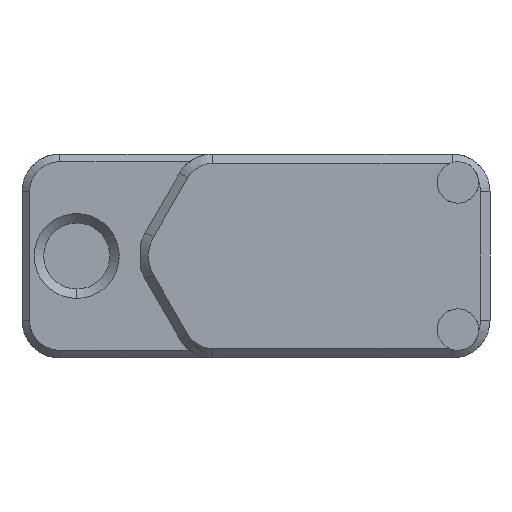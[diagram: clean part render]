
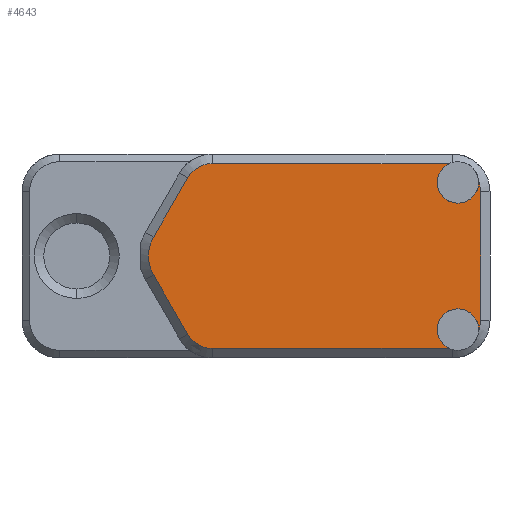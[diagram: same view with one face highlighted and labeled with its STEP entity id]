
A CAD part, front view. The second image highlights one B-rep face of the part: STEP entity #4643.
In plain terms, the highlighted planar face has unit normal (0, -1, 0).
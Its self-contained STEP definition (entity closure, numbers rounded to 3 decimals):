
#5 = DIRECTION ( 'NONE',  ( 1., 0., 0. ) ) ;
#13 = ORIENTED_EDGE ( 'NONE', *, *, #4714, .T. ) ;
#33 = CARTESIAN_POINT ( 'NONE',  ( 10.7, 6.7, -3.9 ) ) ;
#34 = EDGE_CURVE ( 'NONE', #3213, #2508, #1213, .T. ) ;
#36 = DIRECTION ( 'NONE',  ( -0.5, 0., -0.866 ) ) ;
#64 = VERTEX_POINT ( 'NONE', #2244 ) ;
#89 = VECTOR ( 'NONE', #4320, 1000. ) ;
#125 = DIRECTION ( 'NONE',  ( 0., -1., 0. ) ) ;
#173 = CARTESIAN_POINT ( 'NONE',  ( -3.613, 6.7, -4.15 ) ) ;
#237 = VERTEX_POINT ( 'NONE', #3954 ) ;
#323 = DIRECTION ( 'NONE',  ( 0., -1., 0. ) ) ;
#334 = EDGE_CURVE ( 'NONE', #2016, #64, #4491, .T. ) ;
#539 = CARTESIAN_POINT ( 'NONE',  ( -3.613, 6.7, 4.15 ) ) ;
#570 = VERTEX_POINT ( 'NONE', #539 ) ;
#593 = CARTESIAN_POINT ( 'NONE',  ( 0., 6.7, 4.9 ) ) ;
#694 = VERTEX_POINT ( 'NONE', #3426 ) ;
#750 = ORIENTED_EDGE ( 'NONE', *, *, #5380, .T. ) ;
#807 = CARTESIAN_POINT ( 'NONE',  ( 10.4, 6.7, -3.4 ) ) ;
#827 = CARTESIAN_POINT ( 'NONE',  ( 11.9, 6.7, 0. ) ) ;
#866 = DIRECTION ( 'NONE',  ( 0., -1., 0. ) ) ;
#888 = EDGE_CURVE ( 'NONE', #570, #4635, #1886, .T. ) ;
#910 = LINE ( 'NONE', #827, #1519 ) ;
#916 = LINE ( 'NONE', #4603, #5642 ) ;
#977 = DIRECTION ( 'NONE',  ( 0., 0., -1. ) ) ;
#993 = VECTOR ( 'NONE', #36, 1000. ) ;
#1057 = ORIENTED_EDGE ( 'NONE', *, *, #5919, .T. ) ;
#1097 = AXIS2_PLACEMENT_3D ( 'NONE', #33, #125, #977 ) ;
#1144 = CARTESIAN_POINT ( 'NONE',  ( 10.7, 6.7, 3.9 ) ) ;
#1197 = EDGE_CURVE ( 'NONE', #237, #1867, #4728, .T. ) ;
#1213 = CIRCLE ( 'NONE', #4740, 1.1 ) ;
#1249 = CIRCLE ( 'NONE', #3427, 1.1 ) ;
#1280 = CARTESIAN_POINT ( 'NONE',  ( 11.799, 6.7, 3.94 ) ) ;
#1315 = VECTOR ( 'NONE', #2520, 1000. ) ;
#1348 = AXIS2_PLACEMENT_3D ( 'NONE', #3711, #4560, #2274 ) ;
#1408 = DIRECTION ( 'NONE',  ( 0., -1., 0. ) ) ;
#1519 = VECTOR ( 'NONE', #3291, 1000. ) ;
#1546 = CARTESIAN_POINT ( 'NONE',  ( 10.7, 6.7, 2.8 ) ) ;
#1564 = CARTESIAN_POINT ( 'NONE',  ( 10.242, 6.7, 4.9 ) ) ;
#1616 = DIRECTION ( 'NONE',  ( 0., -1., 0. ) ) ;
#1636 = LINE ( 'NONE', #593, #89 ) ;
#1746 = CARTESIAN_POINT ( 'NONE',  ( -2.314, 6.7, 4.9 ) ) ;
#1767 = EDGE_CURVE ( 'NONE', #4658, #570, #2985, .T. ) ;
#1776 = CARTESIAN_POINT ( 'NONE',  ( 10.4, 6.7, 3.4 ) ) ;
#1809 = DIRECTION ( 'NONE',  ( 0., 0., -1. ) ) ;
#1847 = CARTESIAN_POINT ( 'NONE',  ( 10.7, 6.7, -3.9 ) ) ;
#1867 = VERTEX_POINT ( 'NONE', #3246 ) ;
#1886 = LINE ( 'NONE', #3754, #993 ) ;
#1954 = AXIS2_PLACEMENT_3D ( 'NONE', #1776, #3651, #5499 ) ;
#2009 = CARTESIAN_POINT ( 'NONE',  ( 11.9, 6.7, -3.4 ) ) ;
#2016 = VERTEX_POINT ( 'NONE', #3891 ) ;
#2026 = ORIENTED_EDGE ( 'NONE', *, *, #888, .T. ) ;
#2088 = CARTESIAN_POINT ( 'NONE',  ( -2.314, 6.7, -3.4 ) ) ;
#2213 = DIRECTION ( 'NONE',  ( 0., -1., 0. ) ) ;
#2244 = CARTESIAN_POINT ( 'NONE',  ( -3.613, 6.7, -4.15 ) ) ;
#2274 = DIRECTION ( 'NONE',  ( 0., 0., -1. ) ) ;
#2309 = CARTESIAN_POINT ( 'NONE',  ( -2.314, 6.7, -4.9 ) ) ;
#2332 = CARTESIAN_POINT ( 'NONE',  ( -2.314, 6.7, 3.4 ) ) ;
#2496 = AXIS2_PLACEMENT_3D ( 'NONE', #807, #866, #6043 ) ;
#2508 = VERTEX_POINT ( 'NONE', #1280 ) ;
#2520 = DIRECTION ( 'NONE',  ( 0.5, 0., -0.866 ) ) ;
#2686 = CARTESIAN_POINT ( 'NONE',  ( -5.432, 6.7, 1. ) ) ;
#2758 = EDGE_CURVE ( 'NONE', #4549, #3213, #5697, .T. ) ;
#2803 = DIRECTION ( 'NONE',  ( 0., 0., -1. ) ) ;
#2906 = EDGE_CURVE ( 'NONE', #237, #2983, #5993, .T. ) ;
#2983 = VERTEX_POINT ( 'NONE', #2009 ) ;
#2985 = CIRCLE ( 'NONE', #3767, 1.5 ) ;
#3065 = CARTESIAN_POINT ( 'NONE',  ( 10.242, 6.7, -4.9 ) ) ;
#3067 = AXIS2_PLACEMENT_3D ( 'NONE', #1144, #1616, #5308 ) ;
#3213 = VERTEX_POINT ( 'NONE', #1546 ) ;
#3246 = CARTESIAN_POINT ( 'NONE',  ( 10.7, 6.7, -2.8 ) ) ;
#3291 = DIRECTION ( 'NONE',  ( 0., 0., 1. ) ) ;
#3426 = CARTESIAN_POINT ( 'NONE',  ( 11.9, 6.7, 3.4 ) ) ;
#3427 = AXIS2_PLACEMENT_3D ( 'NONE', #1847, #1408, #5629 ) ;
#3522 = DIRECTION ( 'NONE',  ( 0., 0., -1. ) ) ;
#3624 = PLANE ( 'NONE',  #1348 ) ;
#3634 = DIRECTION ( 'NONE',  ( 0., -1., 0. ) ) ;
#3651 = DIRECTION ( 'NONE',  ( 0., -1., 0. ) ) ;
#3709 = EDGE_CURVE ( 'NONE', #2983, #694, #910, .T. ) ;
#3711 = CARTESIAN_POINT ( 'NONE',  ( 0., 6.7, 0. ) ) ;
#3754 = CARTESIAN_POINT ( 'NONE',  ( -4.507, 6.7, 2.602 ) ) ;
#3767 = AXIS2_PLACEMENT_3D ( 'NONE', #2332, #323, #2803 ) ;
#3790 = EDGE_CURVE ( 'NONE', #4635, #2016, #6014, .T. ) ;
#3861 = EDGE_LOOP ( 'NONE', ( #4485, #13, #4399, #5456, #5275, #4323, #2026, #5778, #5706, #750, #1057, #4780, #4235, #4718 ) ) ;
#3891 = CARTESIAN_POINT ( 'NONE',  ( -5.432, 6.7, -1. ) ) ;
#3954 = CARTESIAN_POINT ( 'NONE',  ( 11.799, 6.7, -3.94 ) ) ;
#4235 = ORIENTED_EDGE ( 'NONE', *, *, #1197, .F. ) ;
#4320 = DIRECTION ( 'NONE',  ( -1., 0., 0. ) ) ;
#4323 = ORIENTED_EDGE ( 'NONE', *, *, #1767, .T. ) ;
#4399 = ORIENTED_EDGE ( 'NONE', *, *, #34, .F. ) ;
#4480 = AXIS2_PLACEMENT_3D ( 'NONE', #2088, #4923, #3522 ) ;
#4485 = ORIENTED_EDGE ( 'NONE', *, *, #3709, .T. ) ;
#4491 = LINE ( 'NONE', #173, #1315 ) ;
#4548 = CARTESIAN_POINT ( 'NONE',  ( -3.7, 6.7, 0. ) ) ;
#4549 = VERTEX_POINT ( 'NONE', #1564 ) ;
#4560 = DIRECTION ( 'NONE',  ( 0., -1., 0. ) ) ;
#4583 = CIRCLE ( 'NONE', #1954, 1.5 ) ;
#4590 = FACE_OUTER_BOUND ( 'NONE', #3861, .T. ) ;
#4597 = VERTEX_POINT ( 'NONE', #2309 ) ;
#4603 = CARTESIAN_POINT ( 'NONE',  ( 0., 6.7, -4.9 ) ) ;
#4635 = VERTEX_POINT ( 'NONE', #2686 ) ;
#4643 = ADVANCED_FACE ( 'NONE', ( #4590 ), #3624, .T. ) ;
#4658 = VERTEX_POINT ( 'NONE', #1746 ) ;
#4714 = EDGE_CURVE ( 'NONE', #694, #2508, #4583, .T. ) ;
#4718 = ORIENTED_EDGE ( 'NONE', *, *, #2906, .T. ) ;
#4728 = CIRCLE ( 'NONE', #1097, 1.1 ) ;
#4740 = AXIS2_PLACEMENT_3D ( 'NONE', #5014, #2213, #1809 ) ;
#4780 = ORIENTED_EDGE ( 'NONE', *, *, #4941, .F. ) ;
#4923 = DIRECTION ( 'NONE',  ( 0., -1., 0. ) ) ;
#4934 = AXIS2_PLACEMENT_3D ( 'NONE', #4548, #3634, #5953 ) ;
#4941 = EDGE_CURVE ( 'NONE', #1867, #5254, #1249, .T. ) ;
#4967 = CIRCLE ( 'NONE', #4480, 1.5 ) ;
#5014 = CARTESIAN_POINT ( 'NONE',  ( 10.7, 6.7, 3.9 ) ) ;
#5254 = VERTEX_POINT ( 'NONE', #3065 ) ;
#5275 = ORIENTED_EDGE ( 'NONE', *, *, #5759, .T. ) ;
#5308 = DIRECTION ( 'NONE',  ( 0., 0., -1. ) ) ;
#5380 = EDGE_CURVE ( 'NONE', #64, #4597, #4967, .T. ) ;
#5456 = ORIENTED_EDGE ( 'NONE', *, *, #2758, .F. ) ;
#5499 = DIRECTION ( 'NONE',  ( 0., 0., -1. ) ) ;
#5629 = DIRECTION ( 'NONE',  ( 0., 0., -1. ) ) ;
#5642 = VECTOR ( 'NONE', #5, 1000. ) ;
#5697 = CIRCLE ( 'NONE', #3067, 1.1 ) ;
#5706 = ORIENTED_EDGE ( 'NONE', *, *, #334, .T. ) ;
#5759 = EDGE_CURVE ( 'NONE', #4549, #4658, #1636, .T. ) ;
#5778 = ORIENTED_EDGE ( 'NONE', *, *, #3790, .T. ) ;
#5919 = EDGE_CURVE ( 'NONE', #4597, #5254, #916, .T. ) ;
#5953 = DIRECTION ( 'NONE',  ( 0., 0., -1. ) ) ;
#5993 = CIRCLE ( 'NONE', #2496, 1.5 ) ;
#6014 = CIRCLE ( 'NONE', #4934, 2. ) ;
#6043 = DIRECTION ( 'NONE',  ( 0., 0., -1. ) ) ;
